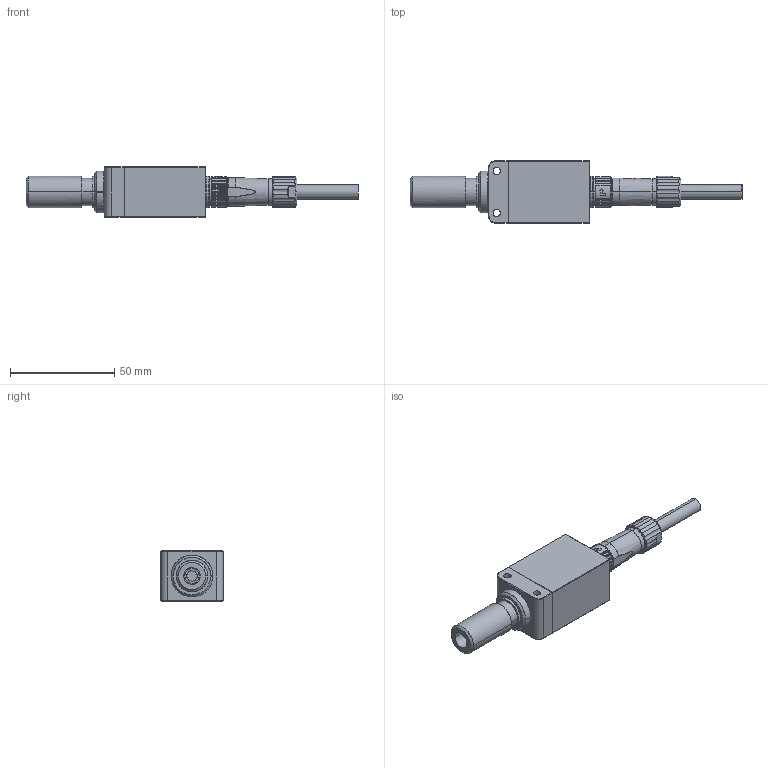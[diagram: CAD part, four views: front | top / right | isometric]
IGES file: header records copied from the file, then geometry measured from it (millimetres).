
Global section: file name: HX-C3; native system: VariCAD 2016-1.07; preprocessor: 5.3; author: WVAD0168S00J; organization: Sadaomi Yasuda; date: 20171005.103314; units: millimetre
Bounding box: 158.9 x 30 x 24 mm (x, y, z)
Surface area: 14160.8 mm2 (no closed solid volume)
Topology: 0 solids, 0 shells, 572 faces, 2848 edges, 2682 vertices
Faces by surface type: revolution 361, bspline 211
